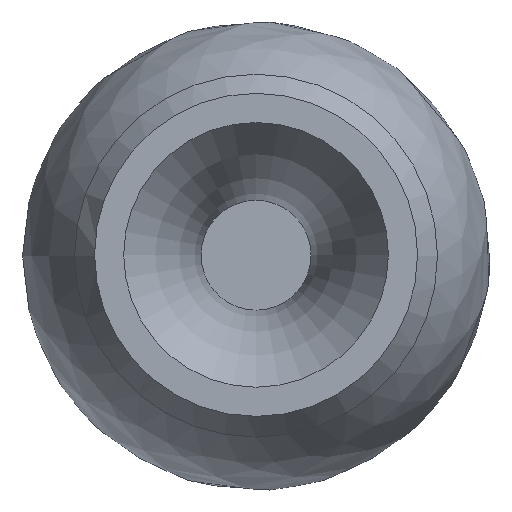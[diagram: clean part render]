
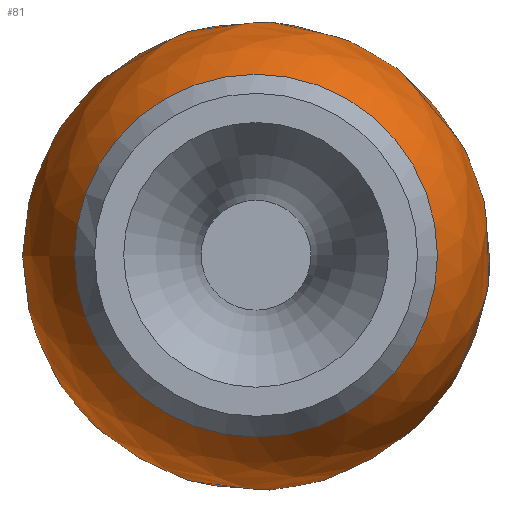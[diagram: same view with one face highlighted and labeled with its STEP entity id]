
A CAD part, top view. The second image highlights one B-rep face of the part: STEP entity #81.
In plain terms, the highlighted face is a revolution surface.
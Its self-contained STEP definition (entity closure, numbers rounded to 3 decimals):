
#55 = EDGE_CURVE('',#56,#56,#58,.T.);
#56 = VERTEX_POINT('',#57);
#57 = CARTESIAN_POINT('',(-16.85,0.,
    41.159));
#58 = CIRCLE('',#59,16.85);
#59 = AXIS2_PLACEMENT_3D('',#60,#61,#62);
#60 = CARTESIAN_POINT('',(0.,0.,
    41.159));
#61 = DIRECTION('',(0.,0.,1.));
#62 = DIRECTION('',(-1.,0.,0.));
#81 = ADVANCED_FACE('',(#82),#102,.F.);
#82 = FACE_BOUND('',#83,.F.);
#83 = EDGE_LOOP('',(#84,#85,#94,#101));
#84 = ORIENTED_EDGE('',*,*,#55,.T.);
#85 = ORIENTED_EDGE('',*,*,#86,.T.);
#86 = EDGE_CURVE('',#56,#87,#89,.T.);
#87 = VERTEX_POINT('',#88);
#88 = CARTESIAN_POINT('',(-10.,0.,0.));
#89 = CIRCLE('',#90,31.08);
#90 = AXIS2_PLACEMENT_3D('',#91,#92,#93);
#91 = CARTESIAN_POINT('',(9.3,0.,24.361));
#92 = DIRECTION('',(0.,-1.,0.));
#93 = DIRECTION('',(1.,0.,0.));
#94 = ORIENTED_EDGE('',*,*,#95,.F.);
#95 = EDGE_CURVE('',#87,#87,#96,.T.);
#96 = CIRCLE('',#97,10.);
#97 = AXIS2_PLACEMENT_3D('',#98,#99,#100);
#98 = CARTESIAN_POINT('',(0.,0.,
    0.));
#99 = DIRECTION('',(0.,0.,1.));
#100 = DIRECTION('',(-1.,0.,0.));
#101 = ORIENTED_EDGE('',*,*,#86,.F.);
#102 = SURFACE_OF_REVOLUTION('',#103,#108);
#103 = CIRCLE('',#104,31.08);
#104 = AXIS2_PLACEMENT_3D('',#105,#106,#107);
#105 = CARTESIAN_POINT('',(9.3,0.,24.361));
#106 = DIRECTION('',(0.,-1.,0.));
#107 = DIRECTION('',(1.,0.,0.));
#108 = AXIS1_PLACEMENT('',#109,#110);
#109 = CARTESIAN_POINT('',(0.,0.,0.));
#110 = DIRECTION('',(0.,0.,1.));
